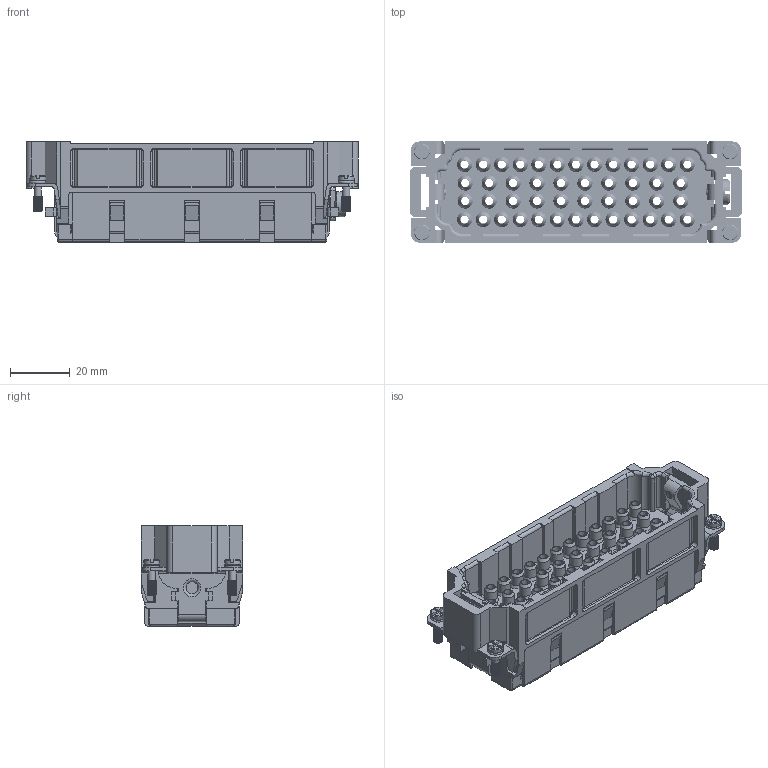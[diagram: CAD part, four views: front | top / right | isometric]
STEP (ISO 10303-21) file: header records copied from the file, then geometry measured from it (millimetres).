
FILE_DESCRIPTION(/* description */ (''),/* implementation_level */ '2;1');
FILE_NAME(/* name */ 'HEE-046-MC.stp',/* time_stamp */ '2023-08-08T15:17:38+08:00',/* author */ (''),/* organization */ (''),/* preprocessor_version */ 'ST-DEVELOPER v16',/* originating_system */ 'SIEMENS PLM Software NX 10.0',/* authorisation */ '');
FILE_SCHEMA (('AUTOMOTIVE_DESIGN { 1 0 10303 214 3 1 1 1 }'));
Products named in the file (1): Admi086080ED281y
Bounding box: 110.9 x 33.8 x 33.5 mm (x, y, z)
Volume: 379.8 mm3; surface area: 58518.6 mm2
Topology: 17 solids, 18 shells, 2554 faces, 6921 edges, 4451 vertices
Faces by surface type: plane 1288, cylinder 802, cone 275, torus 74, bspline 62, sphere 53
Full cylindrical faces by diameter (mm): 1.5 x1, 1.6 x17, 1.8 x17, 2.4 x8, 2.5 x3, 2.65 x49, 3 x40, 4 x3, 4.1 x46, 4.8 x46, 5.3 x4, 6.4 x2, 8.5 x1
Entity records: 92498 total; most frequent: CARTESIAN_POINT 31068, DIRECTION 12735, ORIENTED_EDGE 12502, EDGE_CURVE 6251, AXIS2_PLACEMENT_3D 4581, VERTEX_POINT 4223, LINE 3573, VECTOR 3573
